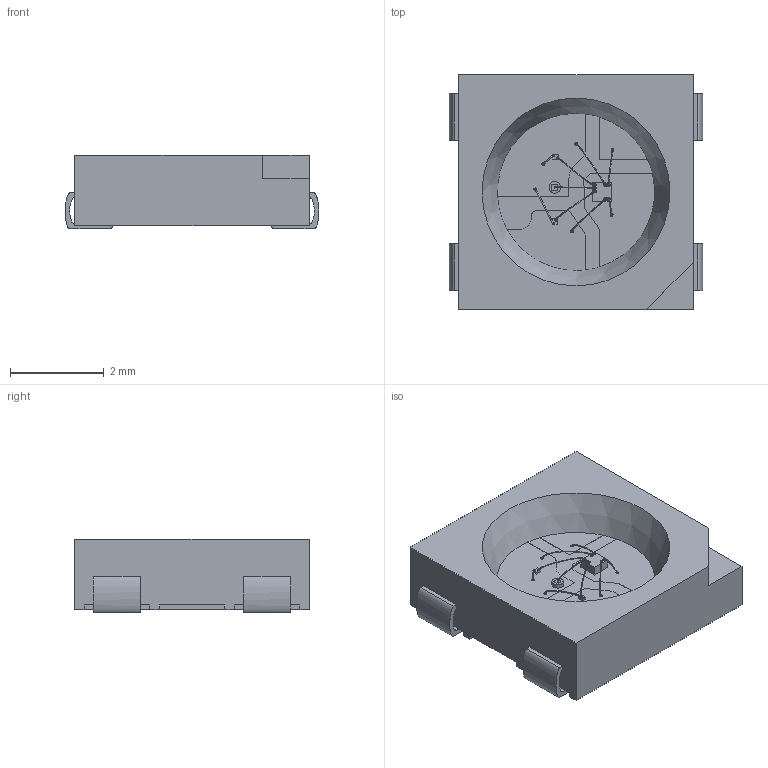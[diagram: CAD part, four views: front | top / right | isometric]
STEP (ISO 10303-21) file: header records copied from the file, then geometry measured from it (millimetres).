
FILE_DESCRIPTION(/* description */ (''),/* implementation_level */ '2;1');
FILE_NAME(/* name */ 'WS2812B v15.step',/* time_stamp */ '2021-03-29T15:50:25+03:00',/* author */ (''),/* organization */ (''),/* preprocessor_version */ 'ST-DEVELOPER v18.1',/* originating_system */ 'Autodesk Translation Framework v9.10.0.1330',/* authorisation */ '');
FILE_SCHEMA (('AUTOMOTIVE_DESIGN { 1 0 10303 214 3 1 1 }'));
Length unit declared in the file: millimetre
Products named in the file (1): WS2812B
Bounding box: 5.4 x 5 x 1.57 mm (x, y, z)
Volume: 28.5 mm3; surface area: 157 mm2
Topology: 19 solids, 19 shells, 285 faces, 694 edges, 458 vertices
Faces by surface type: plane 193, cylinder 37, bspline 36, torus 18, cone 1
Full cylindrical faces by diameter (mm): 0.25 x1, 0.5 x7, 1 x1
Entity records: 11457 total; most frequent: CARTESIAN_POINT 4755, ORIENTED_EDGE 1388, DIRECTION 1274, EDGE_CURVE 694, VERTEX_POINT 458, LINE 438, VECTOR 438, AXIS2_PLACEMENT_3D 418
